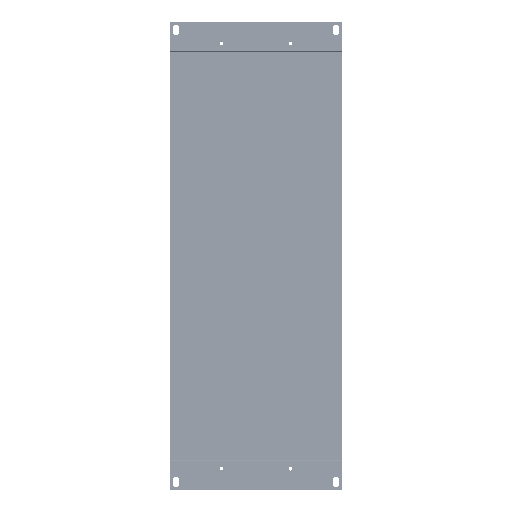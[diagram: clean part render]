
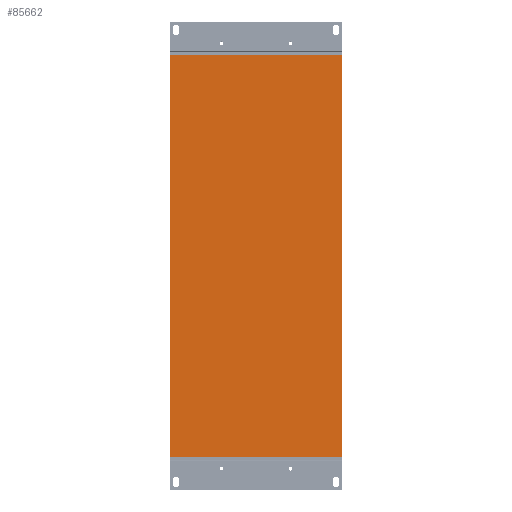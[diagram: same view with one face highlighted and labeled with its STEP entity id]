
A CAD part, top view. The second image highlights one B-rep face of the part: STEP entity #85662.
In plain terms, the highlighted planar face has unit normal (0, 0, 1).
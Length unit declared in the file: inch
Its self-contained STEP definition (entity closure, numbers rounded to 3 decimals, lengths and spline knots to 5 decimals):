
#329 = VERTEX_POINT ( 'NONE', #5835 ) ;
#2783 = VECTOR ( 'NONE', #138603, 39.37008 ) ;
#2809 = LINE ( 'NONE', #51791, #82507 ) ;
#2835 = DIRECTION ( 'NONE',  ( 1., 0., 0. ) ) ;
#5835 = CARTESIAN_POINT ( 'NONE',  ( -3.485, -8.1752, 0. ) ) ;
#8284 = LINE ( 'NONE', #69221, #50235 ) ;
#12099 = VERTEX_POINT ( 'NONE', #70895 ) ;
#17157 = EDGE_LOOP ( 'NONE', ( #147331, #62853, #132266, #130697 ) ) ;
#17651 = LINE ( 'NONE', #41237, #2783 ) ;
#18529 = AXIS2_PLACEMENT_3D ( 'NONE', #73580, #86908, #97998 ) ;
#39295 = EDGE_CURVE ( 'NONE', #71394, #329, #2809, .T. ) ;
#40716 = CARTESIAN_POINT ( 'NONE',  ( -3.485, -8.1752, 0. ) ) ;
#41237 = CARTESIAN_POINT ( 'NONE',  ( -3.485, 8.1752, 0. ) ) ;
#50235 = VECTOR ( 'NONE', #81860, 39.37008 ) ;
#51791 = CARTESIAN_POINT ( 'NONE',  ( -3.485, 0., 0. ) ) ;
#62853 = ORIENTED_EDGE ( 'NONE', *, *, #105176, .T. ) ;
#62996 = LINE ( 'NONE', #40716, #129875 ) ;
#69221 = CARTESIAN_POINT ( 'NONE',  ( 3.485, 0., 0. ) ) ;
#70895 = CARTESIAN_POINT ( 'NONE',  ( 3.485, -8.1752, 0. ) ) ;
#71394 = VERTEX_POINT ( 'NONE', #111889 ) ;
#72696 = EDGE_CURVE ( 'NONE', #329, #12099, #62996, .T. ) ;
#73580 = CARTESIAN_POINT ( 'NONE',  ( -3.485, 0., 0. ) ) ;
#81860 = DIRECTION ( 'NONE',  ( 0., 1., 0. ) ) ;
#82507 = VECTOR ( 'NONE', #88244, 39.37008 ) ;
#85662 = ADVANCED_FACE ( 'NONE', ( #106728 ), #155801, .T. ) ;
#85803 = VERTEX_POINT ( 'NONE', #135923 ) ;
#86908 = DIRECTION ( 'NONE',  ( 0., 0., 1. ) ) ;
#88244 = DIRECTION ( 'NONE',  ( 0., -1., 0. ) ) ;
#97998 = DIRECTION ( 'NONE',  ( 0., -1., 0. ) ) ;
#105176 = EDGE_CURVE ( 'NONE', #12099, #85803, #8284, .T. ) ;
#106728 = FACE_OUTER_BOUND ( 'NONE', #17157, .T. ) ;
#111889 = CARTESIAN_POINT ( 'NONE',  ( -3.485, 8.1752, 0. ) ) ;
#129875 = VECTOR ( 'NONE', #2835, 39.37008 ) ;
#130697 = ORIENTED_EDGE ( 'NONE', *, *, #39295, .T. ) ;
#132266 = ORIENTED_EDGE ( 'NONE', *, *, #133340, .T. ) ;
#133340 = EDGE_CURVE ( 'NONE', #85803, #71394, #17651, .T. ) ;
#135923 = CARTESIAN_POINT ( 'NONE',  ( 3.485, 8.1752, 0. ) ) ;
#138603 = DIRECTION ( 'NONE',  ( -1., 0., 0. ) ) ;
#147331 = ORIENTED_EDGE ( 'NONE', *, *, #72696, .T. ) ;
#155801 = PLANE ( 'NONE',  #18529 ) ;
